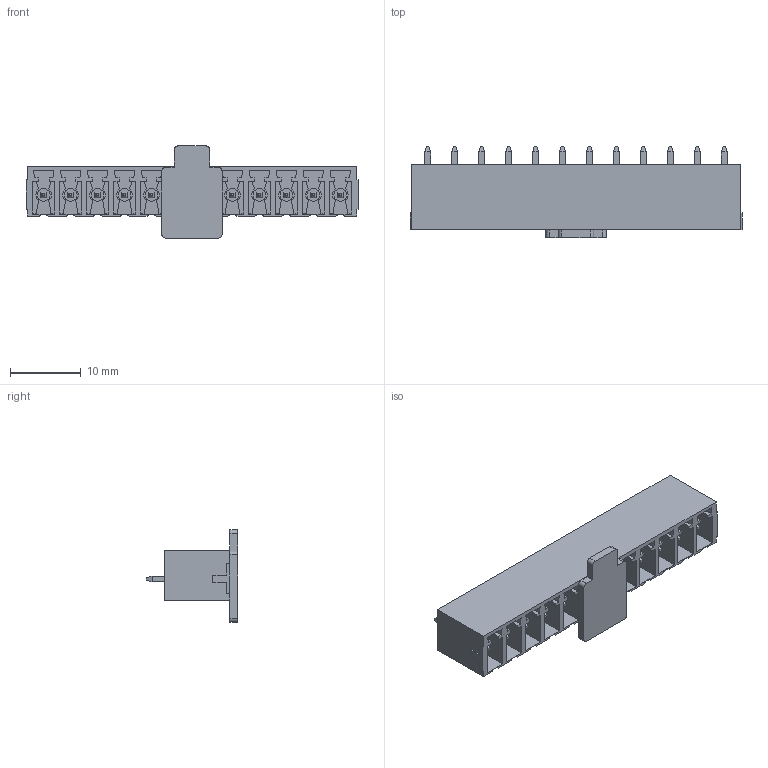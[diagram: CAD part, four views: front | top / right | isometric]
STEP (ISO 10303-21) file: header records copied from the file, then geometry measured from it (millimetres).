
FILE_DESCRIPTION(/* description */ ('Unknown'),/* implementation_level */ '2;1');
FILE_NAME(/* name */ '691701310012B',/* time_stamp */ '2024-12-12T15:06:01+01:00',/* author */ ('Unknown'),/* organization */ ('Unknown'),/* preprocessor_version */ 'ST-DEVELOPER v19.4',/* originating_system */ 'Solid Edge',/* authorisation */ 'Unknown');
FILE_SCHEMA (('CONFIG_CONTROL_DESIGN','AUTOMOTIVE_DESIGN {1 0 10303 214 3 1 1}'));
Length unit declared in the file: millimetre
Products named in the file (4): 6917013100xxB; 691701310012B; 6917013100xxB_Pin; 6917013100xxB_CAP
Assembly tree (14 placements, depth 2):
  6917013100xxB
    691701310012B
    6917013100xxB_Pin  x12
    6917013100xxB_CAP
Bounding box: 46.91 x 12.9 x 13 mm (x, y, z)
Volume: 1676.8 mm3; surface area: 4328.8 mm2
Topology: 14 solids, 14 shells, 866 faces, 2394 edges, 1548 vertices
Faces by surface type: plane 800, cylinder 66
Full cylindrical faces by diameter (mm): 1.25 x12, 1.8 x12
Entity records: 23208 total; most frequent: CARTESIAN_POINT 4113, ORIENTED_EDGE 4076, DIRECTION 3660, EDGE_CURVE 2038, LINE 1870, VECTOR 1870, VERTEX_POINT 1348, AXIS2_PLACEMENT_3D 895
